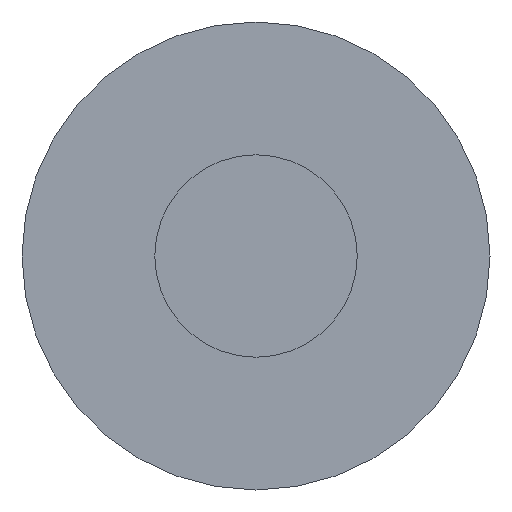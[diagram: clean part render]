
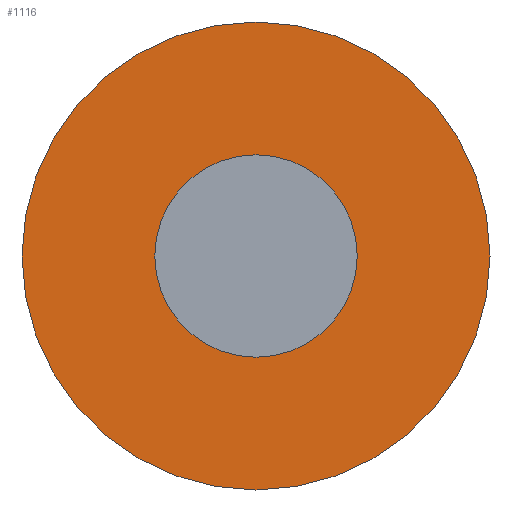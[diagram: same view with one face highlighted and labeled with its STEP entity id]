
A CAD part, left-side view. The second image highlights one B-rep face of the part: STEP entity #1116.
In plain terms, the highlighted planar face has unit normal (-1, 0, 0).
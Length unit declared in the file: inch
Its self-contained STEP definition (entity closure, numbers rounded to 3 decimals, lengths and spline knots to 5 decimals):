
#243 = FACE_BOUND ( 'NONE', #2292, .T. ) ;
#262 = DIRECTION ( 'NONE',  ( 0., 0., -1. ) ) ;
#266 = VERTEX_POINT ( 'NONE', #801 ) ;
#284 = EDGE_LOOP ( 'NONE', ( #2829, #2834 ) ) ;
#334 = CARTESIAN_POINT ( 'NONE',  ( 1.25, 0., -4.625 ) ) ;
#371 = EDGE_CURVE ( 'NONE', #963, #266, #473, .T. ) ;
#445 = CIRCLE ( 'NONE', #2592, 2. ) ;
#473 = CIRCLE ( 'NONE', #3807, 2. ) ;
#484 = CARTESIAN_POINT ( 'NONE',  ( 1.25, 0., 4.625 ) ) ;
#548 = CARTESIAN_POINT ( 'NONE',  ( 1.25, 0., 0. ) ) ;
#552 = CARTESIAN_POINT ( 'NONE',  ( 1.25, 2., 0. ) ) ;
#621 = CARTESIAN_POINT ( 'NONE',  ( 1.25, 0., 0. ) ) ;
#666 = DIRECTION ( 'NONE',  ( 0., 0., -1. ) ) ;
#671 = CIRCLE ( 'NONE', #1178, 4.625 ) ;
#801 = CARTESIAN_POINT ( 'NONE',  ( 1.25, 0., -2. ) ) ;
#963 = VERTEX_POINT ( 'NONE', #1934 ) ;
#1116 = ADVANCED_FACE ( 'NONE', ( #243, #3778 ), #1136, .F. ) ;
#1136 = PLANE ( 'NONE',  #2347 ) ;
#1153 = ORIENTED_EDGE ( 'NONE', *, *, #3378, .T. ) ;
#1155 = DIRECTION ( 'NONE',  ( 1., 0., 0. ) ) ;
#1178 = AXIS2_PLACEMENT_3D ( 'NONE', #3722, #1959, #1977 ) ;
#1223 = VERTEX_POINT ( 'NONE', #334 ) ;
#1267 = ORIENTED_EDGE ( 'NONE', *, *, #371, .T. ) ;
#1417 = DIRECTION ( 'NONE',  ( 0., 0., 1. ) ) ;
#1487 = VERTEX_POINT ( 'NONE', #484 ) ;
#1620 = EDGE_CURVE ( 'NONE', #1487, #1223, #671, .T. ) ;
#1794 = DIRECTION ( 'NONE',  ( 1., 0., 0. ) ) ;
#1826 = CARTESIAN_POINT ( 'NONE',  ( 1.25, 0., 0. ) ) ;
#1842 = DIRECTION ( 'NONE',  ( 1., 0., 0. ) ) ;
#1934 = CARTESIAN_POINT ( 'NONE',  ( 1.25, 0., 2. ) ) ;
#1959 = DIRECTION ( 'NONE',  ( -1., 0., 0. ) ) ;
#1977 = DIRECTION ( 'NONE',  ( 0., 0., 1. ) ) ;
#2172 = EDGE_CURVE ( 'NONE', #1223, #1487, #3166, .T. ) ;
#2292 = EDGE_LOOP ( 'NONE', ( #1267, #1153 ) ) ;
#2347 = AXIS2_PLACEMENT_3D ( 'NONE', #552, #1155, #262 ) ;
#2592 = AXIS2_PLACEMENT_3D ( 'NONE', #621, #1794, #2964 ) ;
#2829 = ORIENTED_EDGE ( 'NONE', *, *, #1620, .T. ) ;
#2834 = ORIENTED_EDGE ( 'NONE', *, *, #2172, .T. ) ;
#2874 = DIRECTION ( 'NONE',  ( -1., 0., 0. ) ) ;
#2964 = DIRECTION ( 'NONE',  ( 0., 0., -1. ) ) ;
#3166 = CIRCLE ( 'NONE', #3608, 4.625 ) ;
#3378 = EDGE_CURVE ( 'NONE', #266, #963, #445, .T. ) ;
#3608 = AXIS2_PLACEMENT_3D ( 'NONE', #548, #2874, #1417 ) ;
#3722 = CARTESIAN_POINT ( 'NONE',  ( 1.25, 0., 0. ) ) ;
#3778 = FACE_OUTER_BOUND ( 'NONE', #284, .T. ) ;
#3807 = AXIS2_PLACEMENT_3D ( 'NONE', #1826, #1842, #666 ) ;
